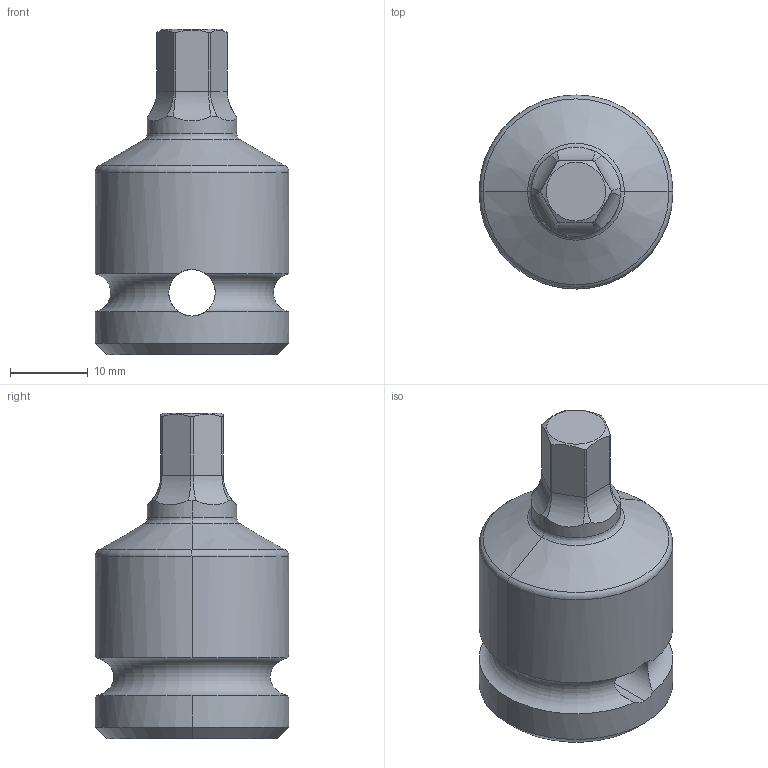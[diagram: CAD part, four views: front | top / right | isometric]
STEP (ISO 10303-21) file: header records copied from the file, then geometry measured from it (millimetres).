
FILE_DESCRIPTION((''),'2;1');
FILE_NAME('4027132308','2023-08-22T11:12:22',('A00565553'),(''),'CREO PARAMETRIC BY PTC INC, 2022414','CREO PARAMETRIC BY PTC INC, 2022414','');
FILE_SCHEMA(('CONFIG_CONTROL_DESIGN','GEOMETRIC_VALIDATION_PROPERTIES_MIM'));
Length unit declared in the file: millimetre
Products named in the file (1): 4027132308
Bounding box: 25 x 25 x 42 mm (x, y, z)
Volume: 10260.3 mm3; surface area: 4133 mm2
Topology: 1 solids, 1 shells, 67 faces, 171 edges, 104 vertices
Faces by surface type: cylinder 27, plane 18, torus 12, cone 10
Entity records: 2379 total; most frequent: CARTESIAN_POINT 697, ORIENTED_EDGE 342, DIRECTION 314, EDGE_CURVE 171, AXIS2_PLACEMENT_3D 129, VERTEX_POINT 104, EDGE_LOOP 69, FACE_OUTER_BOUND 67
